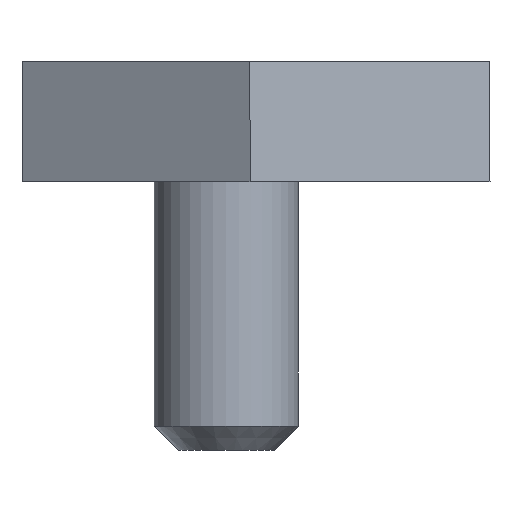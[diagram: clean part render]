
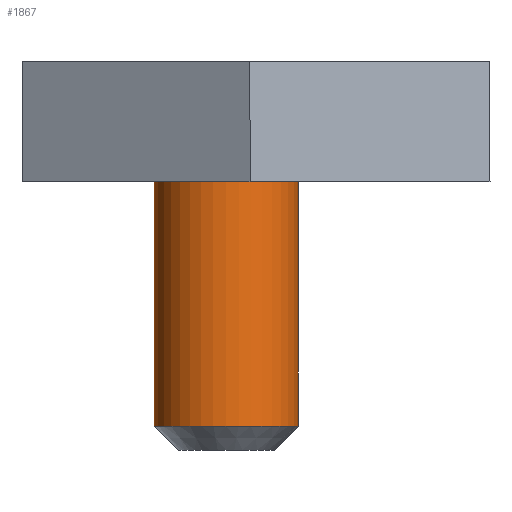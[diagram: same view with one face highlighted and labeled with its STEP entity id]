
A CAD part, front view. The second image highlights one B-rep face of the part: STEP entity #1867.
In plain terms, the highlighted cylindrical face has radius 6 mm (diameter 12 mm), a partial arc.
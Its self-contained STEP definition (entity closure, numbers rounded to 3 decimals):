
#105 = DIRECTION ( 'NONE',  ( 0., 0., -1. ) ) ;
#133 = EDGE_CURVE ( 'NONE', #1834, #2630, #6704, .T. ) ;
#184 = CIRCLE ( 'NONE', #4377, 6. ) ;
#318 = EDGE_CURVE ( 'NONE', #1834, #6268, #3729, .T. ) ;
#761 = CARTESIAN_POINT ( 'NONE',  ( -6., 0., -25. ) ) ;
#1232 = CARTESIAN_POINT ( 'NONE',  ( 0., 0., 0. ) ) ;
#1425 = VECTOR ( 'NONE', #7609, 1000. ) ;
#1598 = CARTESIAN_POINT ( 'NONE',  ( 0., 0., -25. ) ) ;
#1632 = CARTESIAN_POINT ( 'NONE',  ( -6., 0., -23. ) ) ;
#1638 = AXIS2_PLACEMENT_3D ( 'NONE', #6838, #6329, #5761 ) ;
#1834 = VERTEX_POINT ( 'NONE', #1632 ) ;
#1867 = ADVANCED_FACE ( 'NONE', ( #5767 ), #5227, .T. ) ;
#2218 = LINE ( 'NONE', #5189, #1425 ) ;
#2630 = VERTEX_POINT ( 'NONE', #7439 ) ;
#3100 = EDGE_LOOP ( 'NONE', ( #6889, #7425, #4195, #5929 ) ) ;
#3729 = LINE ( 'NONE', #761, #5838 ) ;
#3953 = DIRECTION ( 'NONE',  ( 0., 0., 1. ) ) ;
#4195 = ORIENTED_EDGE ( 'NONE', *, *, #4890, .T. ) ;
#4367 = AXIS2_PLACEMENT_3D ( 'NONE', #1598, #3953, #5807 ) ;
#4377 = AXIS2_PLACEMENT_3D ( 'NONE', #1232, #105, #5922 ) ;
#4711 = EDGE_CURVE ( 'NONE', #6121, #6268, #184, .T. ) ;
#4890 = EDGE_CURVE ( 'NONE', #2630, #6121, #2218, .T. ) ;
#5189 = CARTESIAN_POINT ( 'NONE',  ( 6., 0., -25. ) ) ;
#5227 = CYLINDRICAL_SURFACE ( 'NONE', #4367, 6. ) ;
#5761 = DIRECTION ( 'NONE',  ( -1., 0., 0. ) ) ;
#5767 = FACE_OUTER_BOUND ( 'NONE', #3100, .T. ) ;
#5807 = DIRECTION ( 'NONE',  ( 1., 0., 0. ) ) ;
#5838 = VECTOR ( 'NONE', #6705, 1000. ) ;
#5922 = DIRECTION ( 'NONE',  ( 1., 0., 0. ) ) ;
#5929 = ORIENTED_EDGE ( 'NONE', *, *, #4711, .T. ) ;
#6079 = CARTESIAN_POINT ( 'NONE',  ( 6., 0., 0. ) ) ;
#6121 = VERTEX_POINT ( 'NONE', #6079 ) ;
#6268 = VERTEX_POINT ( 'NONE', #6360 ) ;
#6329 = DIRECTION ( 'NONE',  ( 0., 0., 1. ) ) ;
#6360 = CARTESIAN_POINT ( 'NONE',  ( -6., 0., 0. ) ) ;
#6704 = CIRCLE ( 'NONE', #1638, 6. ) ;
#6705 = DIRECTION ( 'NONE',  ( 0., 0., 1. ) ) ;
#6838 = CARTESIAN_POINT ( 'NONE',  ( 0., 0., -23. ) ) ;
#6889 = ORIENTED_EDGE ( 'NONE', *, *, #318, .F. ) ;
#7425 = ORIENTED_EDGE ( 'NONE', *, *, #133, .T. ) ;
#7439 = CARTESIAN_POINT ( 'NONE',  ( 6., 0., -23. ) ) ;
#7609 = DIRECTION ( 'NONE',  ( 0., 0., 1. ) ) ;
